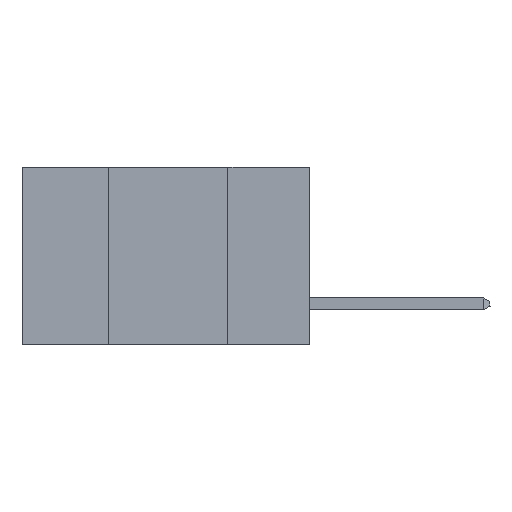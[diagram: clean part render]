
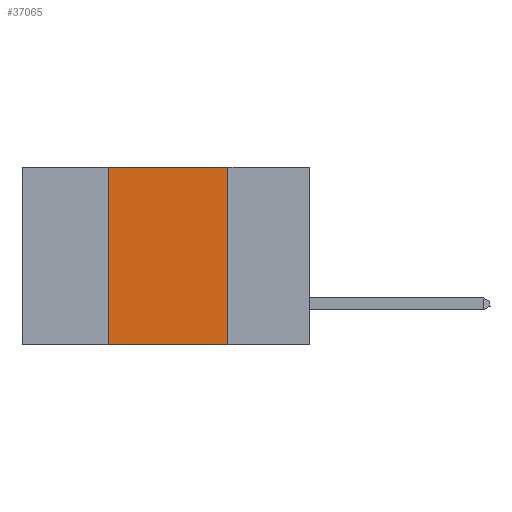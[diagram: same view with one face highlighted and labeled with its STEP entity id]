
A CAD part, left-side view. The second image highlights one B-rep face of the part: STEP entity #37065.
In plain terms, the highlighted planar face has unit normal (-1, 0, 0).
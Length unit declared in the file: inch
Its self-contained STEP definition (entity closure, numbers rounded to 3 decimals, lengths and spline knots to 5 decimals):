
#827 = DIRECTION ( 'NONE',  ( 0., 0., -1. ) ) ;
#970 = CARTESIAN_POINT ( 'NONE',  ( 0., 0.17, -0.37 ) ) ;
#1058 = CARTESIAN_POINT ( 'NONE',  ( 0., 0.17, 0. ) ) ;
#1089 = CARTESIAN_POINT ( 'NONE',  ( 0., 0.6, 0. ) ) ;
#1857 = PLANE ( 'NONE',  #10706 ) ;
#1965 = LINE ( 'NONE', #11768, #37513 ) ;
#3141 = CARTESIAN_POINT ( 'NONE',  ( 0., 0.42, -0.37 ) ) ;
#5618 = VECTOR ( 'NONE', #26288, 39.37008 ) ;
#6572 = ORIENTED_EDGE ( 'NONE', *, *, #10341, .T. ) ;
#7407 = EDGE_CURVE ( 'NONE', #10555, #36431, #19400, .T. ) ;
#8399 = CARTESIAN_POINT ( 'NONE',  ( 0., 0.6, -0.37 ) ) ;
#10341 = EDGE_CURVE ( 'NONE', #30950, #36462, #40984, .T. ) ;
#10555 = VERTEX_POINT ( 'NONE', #35469 ) ;
#10706 = AXIS2_PLACEMENT_3D ( 'NONE', #41112, #27288, #23254 ) ;
#11768 = CARTESIAN_POINT ( 'NONE',  ( 0., 0.42, 0. ) ) ;
#12604 = EDGE_LOOP ( 'NONE', ( #20524, #14876, #44878, #6572 ) ) ;
#14876 = ORIENTED_EDGE ( 'NONE', *, *, #7407, .F. ) ;
#14911 = VECTOR ( 'NONE', #827, 39.37008 ) ;
#15478 = EDGE_CURVE ( 'NONE', #30950, #10555, #1965, .T. ) ;
#18903 = LINE ( 'NONE', #1058, #14911 ) ;
#19041 = CARTESIAN_POINT ( 'NONE',  ( 0., 0.17, 0. ) ) ;
#19400 = LINE ( 'NONE', #1089, #5618 ) ;
#20524 = ORIENTED_EDGE ( 'NONE', *, *, #46554, .F. ) ;
#20898 = VECTOR ( 'NONE', #29551, 39.37008 ) ;
#23254 = DIRECTION ( 'NONE',  ( 0., 0., -1. ) ) ;
#26288 = DIRECTION ( 'NONE',  ( 0., -1., 0. ) ) ;
#27288 = DIRECTION ( 'NONE',  ( 1., 0., 0. ) ) ;
#29551 = DIRECTION ( 'NONE',  ( 0., -1., 0. ) ) ;
#30950 = VERTEX_POINT ( 'NONE', #3141 ) ;
#35469 = CARTESIAN_POINT ( 'NONE',  ( 0., 0.42, 0. ) ) ;
#36431 = VERTEX_POINT ( 'NONE', #19041 ) ;
#36462 = VERTEX_POINT ( 'NONE', #970 ) ;
#37065 = ADVANCED_FACE ( 'NONE', ( #45860 ), #1857, .F. ) ;
#37513 = VECTOR ( 'NONE', #40811, 39.37008 ) ;
#40811 = DIRECTION ( 'NONE',  ( 0., 0., 1. ) ) ;
#40984 = LINE ( 'NONE', #8399, #20898 ) ;
#41112 = CARTESIAN_POINT ( 'NONE',  ( 0., 0.6, 0. ) ) ;
#44878 = ORIENTED_EDGE ( 'NONE', *, *, #15478, .F. ) ;
#45860 = FACE_OUTER_BOUND ( 'NONE', #12604, .T. ) ;
#46554 = EDGE_CURVE ( 'NONE', #36431, #36462, #18903, .T. ) ;
